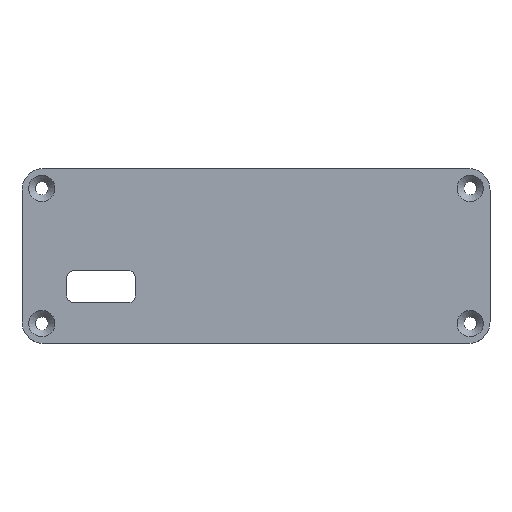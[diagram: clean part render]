
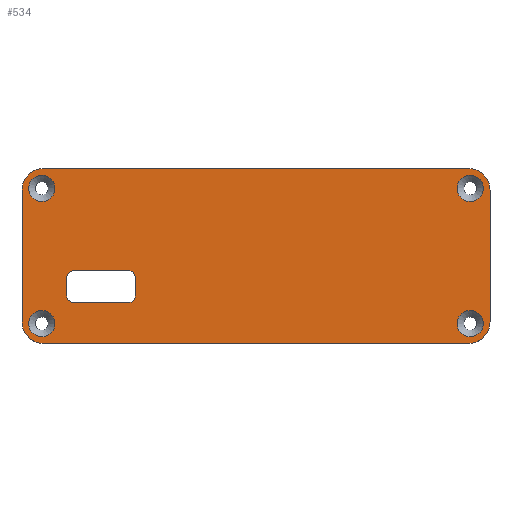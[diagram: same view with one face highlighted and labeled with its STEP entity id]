
A CAD part, top view. The second image highlights one B-rep face of the part: STEP entity #534.
In plain terms, the highlighted planar face has unit normal (0, 0, 1).
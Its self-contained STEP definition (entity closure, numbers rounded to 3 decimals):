
#20=FACE_BOUND('',#96,.T.);
#21=FACE_BOUND('',#97,.T.);
#22=FACE_BOUND('',#98,.T.);
#23=FACE_BOUND('',#99,.T.);
#24=FACE_BOUND('',#100,.T.);
#38=PLANE('',#616);
#64=FACE_OUTER_BOUND('',#95,.T.);
#95=EDGE_LOOP('',(#473,#474,#475,#476,#477,#478,#479,#480));
#96=EDGE_LOOP('',(#481,#482,#483,#484,#485,#486,#487,#488));
#97=EDGE_LOOP('',(#489,#490));
#98=EDGE_LOOP('',(#491,#492));
#99=EDGE_LOOP('',(#493,#494));
#100=EDGE_LOOP('',(#495,#496));
#103=LINE('',#795,#143);
#107=LINE('',#807,#147);
#113=LINE('',#822,#153);
#116=LINE('',#831,#156);
#129=LINE('',#902,#169);
#135=LINE('',#923,#175);
#139=LINE('',#934,#179);
#140=LINE('',#936,#180);
#143=VECTOR('',#629,10.);
#147=VECTOR('',#641,10.);
#153=VECTOR('',#655,10.);
#156=VECTOR('',#666,10.);
#169=VECTOR('',#743,10.);
#175=VECTOR('',#763,10.);
#179=VECTOR('',#777,10.);
#180=VECTOR('',#780,10.);
#181=CIRCLE('',#556,1.);
#183=CIRCLE('',#560,1.);
#185=CIRCLE('',#564,1.);
#187=CIRCLE('',#568,1.);
#189=CIRCLE('',#572,2.);
#190=CIRCLE('',#573,2.);
#194=CIRCLE('',#579,2.);
#195=CIRCLE('',#580,2.);
#199=CIRCLE('',#586,2.);
#200=CIRCLE('',#587,2.);
#204=CIRCLE('',#593,2.);
#205=CIRCLE('',#594,2.);
#209=CIRCLE('',#600,3.25);
#214=CIRCLE('',#608,3.25);
#215=CIRCLE('',#611,3.25);
#216=CIRCLE('',#613,3.25);
#217=VERTEX_POINT('',#785);
#218=VERTEX_POINT('',#786);
#221=VERTEX_POINT('',#794);
#223=VERTEX_POINT('',#800);
#225=VERTEX_POINT('',#806);
#227=VERTEX_POINT('',#812);
#228=VERTEX_POINT('',#813);
#231=VERTEX_POINT('',#824);
#233=VERTEX_POINT('',#833);
#234=VERTEX_POINT('',#834);
#238=VERTEX_POINT('',#847);
#239=VERTEX_POINT('',#848);
#243=VERTEX_POINT('',#861);
#244=VERTEX_POINT('',#862);
#248=VERTEX_POINT('',#875);
#249=VERTEX_POINT('',#876);
#253=VERTEX_POINT('',#889);
#254=VERTEX_POINT('',#890);
#258=VERTEX_POINT('',#900);
#264=VERTEX_POINT('',#916);
#265=VERTEX_POINT('',#917);
#266=VERTEX_POINT('',#922);
#267=VERTEX_POINT('',#926);
#268=VERTEX_POINT('',#930);
#269=EDGE_CURVE('',#217,#218,#181,.T.);
#273=EDGE_CURVE('',#221,#218,#103,.T.);
#276=EDGE_CURVE('',#221,#223,#183,.T.);
#279=EDGE_CURVE('',#225,#223,#107,.T.);
#282=EDGE_CURVE('',#227,#228,#185,.T.);
#287=EDGE_CURVE('',#217,#228,#113,.T.);
#288=EDGE_CURVE('',#225,#231,#187,.T.);
#292=EDGE_CURVE('',#227,#231,#116,.T.);
#293=EDGE_CURVE('',#233,#234,#189,.T.);
#294=EDGE_CURVE('',#234,#233,#190,.T.);
#300=EDGE_CURVE('',#238,#239,#194,.T.);
#301=EDGE_CURVE('',#239,#238,#195,.T.);
#307=EDGE_CURVE('',#243,#244,#199,.T.);
#308=EDGE_CURVE('',#244,#243,#200,.T.);
#314=EDGE_CURVE('',#248,#249,#204,.T.);
#315=EDGE_CURVE('',#249,#248,#205,.T.);
#321=EDGE_CURVE('',#253,#254,#209,.T.);
#327=EDGE_CURVE('',#253,#258,#129,.T.);
#334=EDGE_CURVE('',#264,#265,#214,.T.);
#337=EDGE_CURVE('',#266,#265,#135,.T.);
#339=EDGE_CURVE('',#266,#267,#215,.T.);
#341=EDGE_CURVE('',#268,#258,#216,.T.);
#343=EDGE_CURVE('',#268,#267,#139,.T.);
#344=EDGE_CURVE('',#264,#254,#140,.T.);
#473=ORIENTED_EDGE('',*,*,#321,.F.);
#474=ORIENTED_EDGE('',*,*,#327,.T.);
#475=ORIENTED_EDGE('',*,*,#341,.F.);
#476=ORIENTED_EDGE('',*,*,#343,.T.);
#477=ORIENTED_EDGE('',*,*,#339,.F.);
#478=ORIENTED_EDGE('',*,*,#337,.T.);
#479=ORIENTED_EDGE('',*,*,#334,.F.);
#480=ORIENTED_EDGE('',*,*,#344,.T.);
#481=ORIENTED_EDGE('',*,*,#273,.T.);
#482=ORIENTED_EDGE('',*,*,#269,.F.);
#483=ORIENTED_EDGE('',*,*,#287,.T.);
#484=ORIENTED_EDGE('',*,*,#282,.F.);
#485=ORIENTED_EDGE('',*,*,#292,.T.);
#486=ORIENTED_EDGE('',*,*,#288,.F.);
#487=ORIENTED_EDGE('',*,*,#279,.T.);
#488=ORIENTED_EDGE('',*,*,#276,.F.);
#489=ORIENTED_EDGE('',*,*,#293,.T.);
#490=ORIENTED_EDGE('',*,*,#294,.T.);
#491=ORIENTED_EDGE('',*,*,#300,.T.);
#492=ORIENTED_EDGE('',*,*,#301,.T.);
#493=ORIENTED_EDGE('',*,*,#307,.T.);
#494=ORIENTED_EDGE('',*,*,#308,.T.);
#495=ORIENTED_EDGE('',*,*,#314,.T.);
#496=ORIENTED_EDGE('',*,*,#315,.T.);
#534=ADVANCED_FACE('',(#64,#20,#21,#22,#23,#24),#38,.T.);
#556=AXIS2_PLACEMENT_3D('',#787,#621,#622);
#560=AXIS2_PLACEMENT_3D('',#801,#634,#635);
#564=AXIS2_PLACEMENT_3D('',#814,#646,#647);
#568=AXIS2_PLACEMENT_3D('',#825,#658,#659);
#572=AXIS2_PLACEMENT_3D('',#835,#669,#670);
#573=AXIS2_PLACEMENT_3D('',#836,#671,#672);
#579=AXIS2_PLACEMENT_3D('',#849,#685,#686);
#580=AXIS2_PLACEMENT_3D('',#850,#687,#688);
#586=AXIS2_PLACEMENT_3D('',#863,#701,#702);
#587=AXIS2_PLACEMENT_3D('',#864,#703,#704);
#593=AXIS2_PLACEMENT_3D('',#877,#717,#718);
#594=AXIS2_PLACEMENT_3D('',#878,#719,#720);
#600=AXIS2_PLACEMENT_3D('',#891,#733,#734);
#608=AXIS2_PLACEMENT_3D('',#918,#757,#758);
#611=AXIS2_PLACEMENT_3D('',#927,#767,#768);
#613=AXIS2_PLACEMENT_3D('',#931,#772,#773);
#616=AXIS2_PLACEMENT_3D('',#937,#781,#782);
#621=DIRECTION('center_axis',(0.,0.,1.));
#622=DIRECTION('ref_axis',(0.707,-0.707,0.));
#629=DIRECTION('',(0.,-1.,0.));
#634=DIRECTION('center_axis',(0.,0.,1.));
#635=DIRECTION('ref_axis',(0.707,0.707,0.));
#641=DIRECTION('',(1.,0.,0.));
#646=DIRECTION('center_axis',(0.,0.,1.));
#647=DIRECTION('ref_axis',(-0.707,-0.707,0.));
#655=DIRECTION('',(-1.,0.,0.));
#658=DIRECTION('center_axis',(0.,0.,1.));
#659=DIRECTION('ref_axis',(-0.707,0.707,0.));
#666=DIRECTION('',(0.,1.,0.));
#669=DIRECTION('center_axis',(0.,0.,-1.));
#670=DIRECTION('ref_axis',(1.,0.,0.));
#671=DIRECTION('center_axis',(0.,0.,-1.));
#672=DIRECTION('ref_axis',(1.,0.,0.));
#685=DIRECTION('center_axis',(0.,0.,-1.));
#686=DIRECTION('ref_axis',(1.,0.,0.));
#687=DIRECTION('center_axis',(0.,0.,-1.));
#688=DIRECTION('ref_axis',(1.,0.,0.));
#701=DIRECTION('center_axis',(0.,0.,-1.));
#702=DIRECTION('ref_axis',(1.,0.,0.));
#703=DIRECTION('center_axis',(0.,0.,-1.));
#704=DIRECTION('ref_axis',(1.,0.,0.));
#717=DIRECTION('center_axis',(0.,0.,-1.));
#718=DIRECTION('ref_axis',(1.,0.,0.));
#719=DIRECTION('center_axis',(0.,0.,-1.));
#720=DIRECTION('ref_axis',(1.,0.,0.));
#733=DIRECTION('center_axis',(0.,0.,-1.));
#734=DIRECTION('ref_axis',(0.707,0.707,0.));
#743=DIRECTION('',(-1.,0.,0.));
#757=DIRECTION('center_axis',(0.,0.,-1.));
#758=DIRECTION('ref_axis',(0.707,-0.707,0.));
#763=DIRECTION('',(1.,0.,0.));
#767=DIRECTION('center_axis',(0.,0.,-1.));
#768=DIRECTION('ref_axis',(-0.707,-0.707,0.));
#772=DIRECTION('center_axis',(0.,0.,-1.));
#773=DIRECTION('ref_axis',(-0.707,0.707,0.));
#777=DIRECTION('',(0.,-1.,0.));
#780=DIRECTION('',(0.,1.,0.));
#781=DIRECTION('center_axis',(0.,0.,1.));
#782=DIRECTION('ref_axis',(1.,0.,0.));
#785=CARTESIAN_POINT('',(-19.3,-7.05,1.2));
#786=CARTESIAN_POINT('',(-18.3,-6.05,1.2));
#787=CARTESIAN_POINT('Origin',(-19.3,-6.05,1.2));
#794=CARTESIAN_POINT('',(-18.3,-3.25,1.2));
#795=CARTESIAN_POINT('',(-18.3,-1.125,1.2));
#800=CARTESIAN_POINT('',(-19.3,-2.25,1.2));
#801=CARTESIAN_POINT('Origin',(-19.3,-3.25,1.2));
#806=CARTESIAN_POINT('',(-27.7,-2.25,1.2));
#807=CARTESIAN_POINT('',(-14.35,-2.25,1.2));
#812=CARTESIAN_POINT('',(-28.7,-6.05,1.2));
#813=CARTESIAN_POINT('',(-27.7,-7.05,1.2));
#814=CARTESIAN_POINT('Origin',(-27.7,-6.05,1.2));
#822=CARTESIAN_POINT('',(-9.15,-7.05,1.2));
#824=CARTESIAN_POINT('',(-28.7,-3.25,1.2));
#825=CARTESIAN_POINT('Origin',(-27.7,-3.25,1.2));
#831=CARTESIAN_POINT('',(-28.7,-3.525,1.2));
#833=CARTESIAN_POINT('',(34.5,-10.25,1.2));
#834=CARTESIAN_POINT('',(30.5,-10.25,1.2));
#835=CARTESIAN_POINT('Origin',(32.5,-10.25,1.2));
#836=CARTESIAN_POINT('Origin',(32.5,-10.25,1.2));
#847=CARTESIAN_POINT('',(-30.5,10.25,1.2));
#848=CARTESIAN_POINT('',(-34.5,10.25,1.2));
#849=CARTESIAN_POINT('Origin',(-32.5,10.25,1.2));
#850=CARTESIAN_POINT('Origin',(-32.5,10.25,1.2));
#861=CARTESIAN_POINT('',(34.5,10.25,1.2));
#862=CARTESIAN_POINT('',(30.5,10.25,1.2));
#863=CARTESIAN_POINT('Origin',(32.5,10.25,1.2));
#864=CARTESIAN_POINT('Origin',(32.5,10.25,1.2));
#875=CARTESIAN_POINT('',(-30.5,-10.25,1.2));
#876=CARTESIAN_POINT('',(-34.5,-10.25,1.2));
#877=CARTESIAN_POINT('Origin',(-32.5,-10.25,1.2));
#878=CARTESIAN_POINT('Origin',(-32.5,-10.25,1.2));
#889=CARTESIAN_POINT('',(32.25,13.25,1.2));
#890=CARTESIAN_POINT('',(35.5,10.,1.2));
#891=CARTESIAN_POINT('Origin',(32.25,10.,1.2));
#900=CARTESIAN_POINT('',(-32.25,13.25,1.2));
#902=CARTESIAN_POINT('',(35.5,13.25,1.2));
#916=CARTESIAN_POINT('',(35.5,-10.,1.2));
#917=CARTESIAN_POINT('',(32.25,-13.25,1.2));
#918=CARTESIAN_POINT('Origin',(32.25,-10.,1.2));
#922=CARTESIAN_POINT('',(-32.25,-13.25,1.2));
#923=CARTESIAN_POINT('',(-35.5,-13.25,1.2));
#926=CARTESIAN_POINT('',(-35.5,-10.,1.2));
#927=CARTESIAN_POINT('Origin',(-32.25,-10.,1.2));
#930=CARTESIAN_POINT('',(-35.5,10.,1.2));
#931=CARTESIAN_POINT('Origin',(-32.25,10.,1.2));
#934=CARTESIAN_POINT('',(-35.5,13.25,1.2));
#936=CARTESIAN_POINT('',(35.5,-13.25,1.2));
#937=CARTESIAN_POINT('Origin',(0.,0.,1.2));
